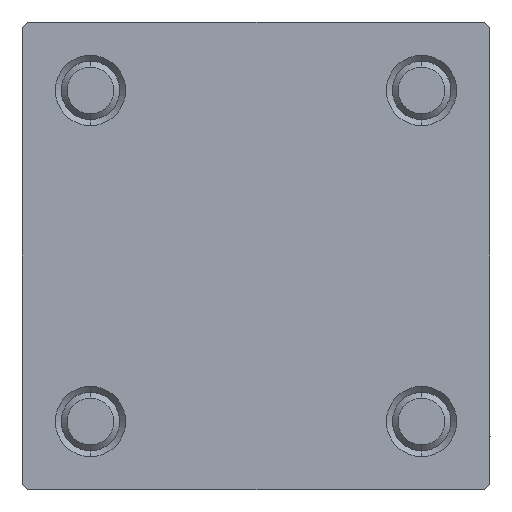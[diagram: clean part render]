
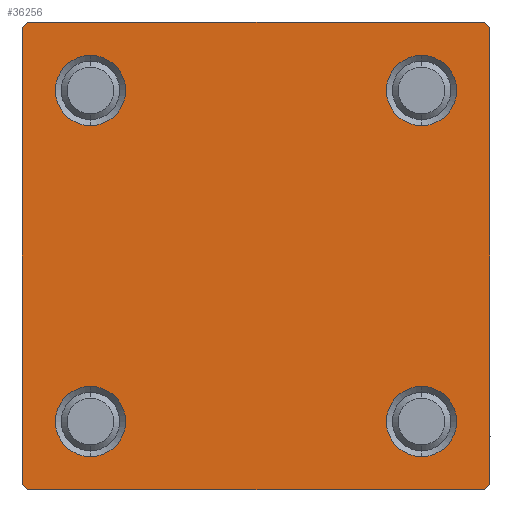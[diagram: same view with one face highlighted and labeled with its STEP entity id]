
A CAD part, left-side view. The second image highlights one B-rep face of the part: STEP entity #36256.
In plain terms, the highlighted planar face has unit normal (-1, 0, 0).
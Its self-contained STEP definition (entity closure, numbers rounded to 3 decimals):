
#400 = CARTESIAN_POINT ( 'NONE',  ( 0., -20., 20. ) ) ;
#1461 = DIRECTION ( 'NONE',  ( 0., -1., 0. ) ) ;
#1860 = CARTESIAN_POINT ( 'NONE',  ( 0., 19.5, -20. ) ) ;
#2558 = VERTEX_POINT ( 'NONE', #1860 ) ;
#3362 = VECTOR ( 'NONE', #8665, 1000. ) ;
#3573 = CIRCLE ( 'NONE', #26937, 3. ) ;
#4080 = CARTESIAN_POINT ( 'NONE',  ( 0., 14.15, 14.15 ) ) ;
#4403 = EDGE_LOOP ( 'NONE', ( #25379, #11766 ) ) ;
#4458 = CIRCLE ( 'NONE', #10934, 3. ) ;
#4525 = CARTESIAN_POINT ( 'NONE',  ( 0., -19.5, 20. ) ) ;
#4857 = CARTESIAN_POINT ( 'NONE',  ( 0., 20., 20. ) ) ;
#5128 = VERTEX_POINT ( 'NONE', #9667 ) ;
#5472 = DIRECTION ( 'NONE',  ( 1., 0., 0. ) ) ;
#5614 = ORIENTED_EDGE ( 'NONE', *, *, #37845, .F. ) ;
#5971 = CARTESIAN_POINT ( 'NONE',  ( 0., 20., 20. ) ) ;
#6017 = CARTESIAN_POINT ( 'NONE',  ( 0., -14.15, -17.15 ) ) ;
#6462 = VERTEX_POINT ( 'NONE', #40253 ) ;
#6555 = LINE ( 'NONE', #7295, #34149 ) ;
#6644 = CIRCLE ( 'NONE', #41321, 3. ) ;
#7295 = CARTESIAN_POINT ( 'NONE',  ( 0., 19.75, 19.75 ) ) ;
#7827 = CARTESIAN_POINT ( 'NONE',  ( 0., -14.15, 14.15 ) ) ;
#7965 = CARTESIAN_POINT ( 'NONE',  ( 0., 14.15, 14.15 ) ) ;
#8458 = DIRECTION ( 'NONE',  ( -1., 0., 0. ) ) ;
#8646 = ORIENTED_EDGE ( 'NONE', *, *, #39653, .T. ) ;
#8665 = DIRECTION ( 'NONE',  ( 0., 0., -1. ) ) ;
#8736 = CIRCLE ( 'NONE', #27259, 3. ) ;
#8964 = FACE_BOUND ( 'NONE', #47097, .T. ) ;
#9219 = FACE_BOUND ( 'NONE', #4403, .T. ) ;
#9225 = ORIENTED_EDGE ( 'NONE', *, *, #24951, .T. ) ;
#9667 = CARTESIAN_POINT ( 'NONE',  ( 0., 14.15, -11.15 ) ) ;
#10115 = DIRECTION ( 'NONE',  ( 0., 0.707, -0.707 ) ) ;
#10210 = AXIS2_PLACEMENT_3D ( 'NONE', #25906, #30624, #15467 ) ;
#10360 = DIRECTION ( 'NONE',  ( 0., 0.707, 0.707 ) ) ;
#10934 = AXIS2_PLACEMENT_3D ( 'NONE', #16841, #5472, #20882 ) ;
#11002 = VECTOR ( 'NONE', #1461, 1000. ) ;
#11346 = ORIENTED_EDGE ( 'NONE', *, *, #43831, .F. ) ;
#11766 = ORIENTED_EDGE ( 'NONE', *, *, #14586, .T. ) ;
#12128 = ORIENTED_EDGE ( 'NONE', *, *, #33163, .T. ) ;
#13163 = VERTEX_POINT ( 'NONE', #15773 ) ;
#14109 = DIRECTION ( 'NONE',  ( 1., 0., 0. ) ) ;
#14268 = EDGE_CURVE ( 'NONE', #16604, #30041, #35173, .T. ) ;
#14586 = EDGE_CURVE ( 'NONE', #20333, #23006, #17457, .T. ) ;
#14650 = VERTEX_POINT ( 'NONE', #4525 ) ;
#14867 = EDGE_CURVE ( 'NONE', #2558, #22995, #24449, .T. ) ;
#15467 = DIRECTION ( 'NONE',  ( 0., 0., 1. ) ) ;
#15633 = DIRECTION ( 'NONE',  ( 0., -0.707, 0.707 ) ) ;
#15773 = CARTESIAN_POINT ( 'NONE',  ( 0., -20., 19.5 ) ) ;
#15884 = LINE ( 'NONE', #42654, #24710 ) ;
#16282 = PLANE ( 'NONE',  #19685 ) ;
#16604 = VERTEX_POINT ( 'NONE', #6017 ) ;
#16841 = CARTESIAN_POINT ( 'NONE',  ( 0., 14.15, -14.15 ) ) ;
#17457 = CIRCLE ( 'NONE', #38429, 3. ) ;
#17884 = DIRECTION ( 'NONE',  ( 0., 0., 1. ) ) ;
#18216 = DIRECTION ( 'NONE',  ( 0., 0., 1. ) ) ;
#19341 = DIRECTION ( 'NONE',  ( 1., 0., 0. ) ) ;
#19496 = DIRECTION ( 'NONE',  ( 0., 0., 1. ) ) ;
#19685 = AXIS2_PLACEMENT_3D ( 'NONE', #43059, #8458, #39518 ) ;
#20333 = VERTEX_POINT ( 'NONE', #25719 ) ;
#20411 = EDGE_CURVE ( 'NONE', #30041, #16604, #8736, .T. ) ;
#20882 = DIRECTION ( 'NONE',  ( 0., 0., 1. ) ) ;
#20897 = VERTEX_POINT ( 'NONE', #29888 ) ;
#22285 = CARTESIAN_POINT ( 'NONE',  ( 0., 19.75, -19.75 ) ) ;
#22995 = VERTEX_POINT ( 'NONE', #33126 ) ;
#23006 = VERTEX_POINT ( 'NONE', #32376 ) ;
#23129 = DIRECTION ( 'NONE',  ( 0., 0., 1. ) ) ;
#24449 = LINE ( 'NONE', #32022, #11002 ) ;
#24710 = VECTOR ( 'NONE', #15633, 1000. ) ;
#24951 = EDGE_CURVE ( 'NONE', #41774, #48117, #27600, .T. ) ;
#25252 = ORIENTED_EDGE ( 'NONE', *, *, #35209, .T. ) ;
#25379 = ORIENTED_EDGE ( 'NONE', *, *, #27341, .T. ) ;
#25635 = AXIS2_PLACEMENT_3D ( 'NONE', #7965, #19341, #23129 ) ;
#25719 = CARTESIAN_POINT ( 'NONE',  ( 0., -14.15, 11.15 ) ) ;
#25906 = CARTESIAN_POINT ( 'NONE',  ( 0., -14.15, -14.15 ) ) ;
#26650 = CARTESIAN_POINT ( 'NONE',  ( 0., 14.15, 17.15 ) ) ;
#26844 = DIRECTION ( 'NONE',  ( 0., -1., 0. ) ) ;
#26937 = AXIS2_PLACEMENT_3D ( 'NONE', #4080, #34408, #19496 ) ;
#27041 = VERTEX_POINT ( 'NONE', #37462 ) ;
#27043 = DIRECTION ( 'NONE',  ( 0., 0., 1. ) ) ;
#27259 = AXIS2_PLACEMENT_3D ( 'NONE', #37079, #14109, #17884 ) ;
#27341 = EDGE_CURVE ( 'NONE', #23006, #20333, #6644, .T. ) ;
#27600 = LINE ( 'NONE', #4857, #3362 ) ;
#27654 = FACE_BOUND ( 'NONE', #44682, .T. ) ;
#27930 = EDGE_CURVE ( 'NONE', #48117, #2558, #45258, .T. ) ;
#28649 = VECTOR ( 'NONE', #26844, 1000. ) ;
#28914 = ORIENTED_EDGE ( 'NONE', *, *, #33177, .T. ) ;
#29322 = ORIENTED_EDGE ( 'NONE', *, *, #27930, .T. ) ;
#29553 = CARTESIAN_POINT ( 'NONE',  ( 0., -19.75, 19.75 ) ) ;
#29708 = LINE ( 'NONE', #5971, #28649 ) ;
#29888 = CARTESIAN_POINT ( 'NONE',  ( 0., 14.15, -17.15 ) ) ;
#30041 = VERTEX_POINT ( 'NONE', #33842 ) ;
#30348 = DIRECTION ( 'NONE',  ( 0., -0.707, -0.707 ) ) ;
#30580 = CARTESIAN_POINT ( 'NONE',  ( 0., -14.15, 14.15 ) ) ;
#30624 = DIRECTION ( 'NONE',  ( 1., 0., 0. ) ) ;
#31718 = LINE ( 'NONE', #400, #34469 ) ;
#31729 = CARTESIAN_POINT ( 'NONE',  ( 0., 14.15, 11.15 ) ) ;
#32022 = CARTESIAN_POINT ( 'NONE',  ( 0., 20., -20. ) ) ;
#32072 = ORIENTED_EDGE ( 'NONE', *, *, #20411, .T. ) ;
#32161 = VERTEX_POINT ( 'NONE', #26650 ) ;
#32376 = CARTESIAN_POINT ( 'NONE',  ( 0., -14.15, 17.15 ) ) ;
#32576 = ORIENTED_EDGE ( 'NONE', *, *, #14867, .T. ) ;
#33126 = CARTESIAN_POINT ( 'NONE',  ( 0., -19.5, -20. ) ) ;
#33163 = EDGE_CURVE ( 'NONE', #13163, #14650, #40918, .T. ) ;
#33177 = EDGE_CURVE ( 'NONE', #6462, #41774, #6555, .T. ) ;
#33499 = CIRCLE ( 'NONE', #35955, 3. ) ;
#33842 = CARTESIAN_POINT ( 'NONE',  ( 0., -14.15, -11.15 ) ) ;
#34149 = VECTOR ( 'NONE', #10115, 1000. ) ;
#34408 = DIRECTION ( 'NONE',  ( 1., 0., 0. ) ) ;
#34469 = VECTOR ( 'NONE', #35506, 1000. ) ;
#34494 = CIRCLE ( 'NONE', #25635, 3. ) ;
#35173 = CIRCLE ( 'NONE', #10210, 3. ) ;
#35209 = EDGE_CURVE ( 'NONE', #39658, #32161, #3573, .T. ) ;
#35506 = DIRECTION ( 'NONE',  ( 0., 0., -1. ) ) ;
#35732 = FACE_BOUND ( 'NONE', #39618, .T. ) ;
#35955 = AXIS2_PLACEMENT_3D ( 'NONE', #41356, #44660, #40618 ) ;
#36256 = ADVANCED_FACE ( 'NONE', ( #9219, #8964, #35732, #27654, #47597 ), #16282, .T. ) ;
#36271 = ORIENTED_EDGE ( 'NONE', *, *, #49077, .T. ) ;
#36851 = CARTESIAN_POINT ( 'NONE',  ( 0., 20., -19.5 ) ) ;
#37079 = CARTESIAN_POINT ( 'NONE',  ( 0., -14.15, -14.15 ) ) ;
#37423 = ORIENTED_EDGE ( 'NONE', *, *, #41493, .T. ) ;
#37462 = CARTESIAN_POINT ( 'NONE',  ( 0., -20., -19.5 ) ) ;
#37845 = EDGE_CURVE ( 'NONE', #6462, #14650, #29708, .T. ) ;
#38429 = AXIS2_PLACEMENT_3D ( 'NONE', #7827, #42426, #18216 ) ;
#38674 = EDGE_CURVE ( 'NONE', #20897, #5128, #33499, .T. ) ;
#39518 = DIRECTION ( 'NONE',  ( 0., 0., 1. ) ) ;
#39618 = EDGE_LOOP ( 'NONE', ( #8646, #40965 ) ) ;
#39653 = EDGE_CURVE ( 'NONE', #5128, #20897, #4458, .T. ) ;
#39658 = VERTEX_POINT ( 'NONE', #31729 ) ;
#40253 = CARTESIAN_POINT ( 'NONE',  ( 0., 19.5, 20. ) ) ;
#40604 = VECTOR ( 'NONE', #10360, 1000. ) ;
#40618 = DIRECTION ( 'NONE',  ( 0., 0., 1. ) ) ;
#40918 = LINE ( 'NONE', #29553, #40604 ) ;
#40965 = ORIENTED_EDGE ( 'NONE', *, *, #38674, .T. ) ;
#41321 = AXIS2_PLACEMENT_3D ( 'NONE', #30580, #42939, #27043 ) ;
#41356 = CARTESIAN_POINT ( 'NONE',  ( 0., 14.15, -14.15 ) ) ;
#41493 = EDGE_CURVE ( 'NONE', #22995, #27041, #15884, .T. ) ;
#41774 = VERTEX_POINT ( 'NONE', #46414 ) ;
#41853 = ORIENTED_EDGE ( 'NONE', *, *, #14268, .T. ) ;
#42151 = VECTOR ( 'NONE', #30348, 1000. ) ;
#42426 = DIRECTION ( 'NONE',  ( 1., 0., 0. ) ) ;
#42654 = CARTESIAN_POINT ( 'NONE',  ( 0., -19.75, -19.75 ) ) ;
#42939 = DIRECTION ( 'NONE',  ( 1., 0., 0. ) ) ;
#43059 = CARTESIAN_POINT ( 'NONE',  ( 0., 0., 0. ) ) ;
#43831 = EDGE_CURVE ( 'NONE', #13163, #27041, #31718, .T. ) ;
#44660 = DIRECTION ( 'NONE',  ( 1., 0., 0. ) ) ;
#44682 = EDGE_LOOP ( 'NONE', ( #36271, #25252 ) ) ;
#45258 = LINE ( 'NONE', #22285, #42151 ) ;
#46414 = CARTESIAN_POINT ( 'NONE',  ( 0., 20., 19.5 ) ) ;
#47097 = EDGE_LOOP ( 'NONE', ( #32072, #41853 ) ) ;
#47597 = FACE_OUTER_BOUND ( 'NONE', #49447, .T. ) ;
#48117 = VERTEX_POINT ( 'NONE', #36851 ) ;
#49077 = EDGE_CURVE ( 'NONE', #32161, #39658, #34494, .T. ) ;
#49447 = EDGE_LOOP ( 'NONE', ( #9225, #29322, #32576, #37423, #11346, #12128, #5614, #28914 ) ) ;
